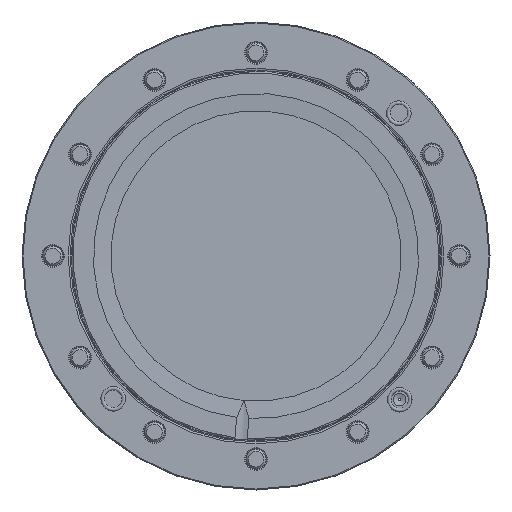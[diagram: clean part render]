
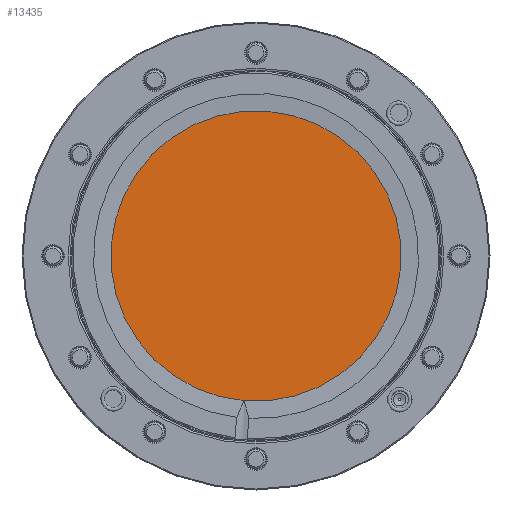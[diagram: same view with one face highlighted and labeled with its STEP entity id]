
A CAD part, front view. The second image highlights one B-rep face of the part: STEP entity #13435.
In plain terms, the highlighted planar face has unit normal (0, -1, 0).
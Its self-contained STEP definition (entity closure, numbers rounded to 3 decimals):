
#286 = FACE_OUTER_BOUND ( 'NONE', #13725, .T. ) ;
#809 = DIRECTION ( 'NONE',  ( 0.082, 0., 0.997 ) ) ;
#832 = DIRECTION ( 'NONE',  ( -0.082, 0., -0.997 ) ) ;
#981 = CARTESIAN_POINT ( 'NONE',  ( 0., -44.5, 0. ) ) ;
#4337 = CARTESIAN_POINT ( 'NONE',  ( -4.818, -44.5, -58.749 ) ) ;
#4355 = AXIS2_PLACEMENT_3D ( 'NONE', #981, #18069, #809 ) ;
#5932 = PLANE ( 'NONE',  #7062 ) ;
#6021 = CARTESIAN_POINT ( 'NONE',  ( 32.366, -44.5, -2.654 ) ) ;
#6843 = ORIENTED_EDGE ( 'NONE', *, *, #17815, .F. ) ;
#7062 = AXIS2_PLACEMENT_3D ( 'NONE', #6021, #11777, #832 ) ;
#10059 = CIRCLE ( 'NONE', #4355, 58.947 ) ;
#11777 = DIRECTION ( 'NONE',  ( 0., -1., 0. ) ) ;
#12374 = VERTEX_POINT ( 'NONE', #4337 ) ;
#13435 = ADVANCED_FACE ( 'NONE', ( #286 ), #5932, .T. ) ;
#13725 = EDGE_LOOP ( 'NONE', ( #6843 ) ) ;
#17815 = EDGE_CURVE ( 'NONE', #12374, #12374, #10059, .T. ) ;
#18069 = DIRECTION ( 'NONE',  ( 0., 1., 0. ) ) ;
